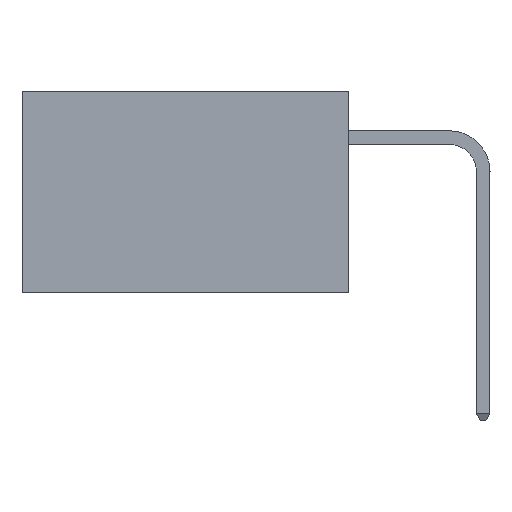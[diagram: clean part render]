
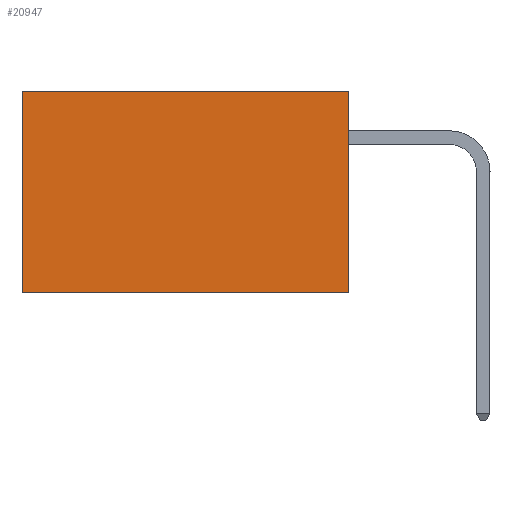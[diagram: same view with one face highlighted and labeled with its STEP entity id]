
A CAD part, left-side view. The second image highlights one B-rep face of the part: STEP entity #20947.
In plain terms, the highlighted planar face has unit normal (-1, 0, 0).
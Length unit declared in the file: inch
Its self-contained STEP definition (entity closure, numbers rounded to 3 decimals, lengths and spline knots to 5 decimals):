
#154 = VECTOR ( 'NONE', #23375, 39.37008 ) ;
#428 = EDGE_CURVE ( 'NONE', #28646, #2438, #35264, .T. ) ;
#444 = VECTOR ( 'NONE', #35740, 39.37008 ) ;
#789 = CARTESIAN_POINT ( 'NONE',  ( 0.2875, 0., 0. ) ) ;
#2438 = VERTEX_POINT ( 'NONE', #30056 ) ;
#5772 = FACE_OUTER_BOUND ( 'NONE', #21419, .T. ) ;
#7027 = LINE ( 'NONE', #18723, #444 ) ;
#7111 = CARTESIAN_POINT ( 'NONE',  ( 0.2875, 0.6, 0. ) ) ;
#8379 = CARTESIAN_POINT ( 'NONE',  ( 0.2875, 0., 0. ) ) ;
#10885 = VECTOR ( 'NONE', #29031, 39.37008 ) ;
#11684 = DIRECTION ( 'NONE',  ( 0., 0., -1. ) ) ;
#11991 = CARTESIAN_POINT ( 'NONE',  ( 0.2875, 0.6, 0. ) ) ;
#13851 = EDGE_CURVE ( 'NONE', #28646, #23629, #7027, .T. ) ;
#14005 = VECTOR ( 'NONE', #34403, 39.37008 ) ;
#15205 = ORIENTED_EDGE ( 'NONE', *, *, #24333, .T. ) ;
#15736 = VERTEX_POINT ( 'NONE', #21555 ) ;
#16608 = CARTESIAN_POINT ( 'NONE',  ( 0.2875, 0., 0. ) ) ;
#18723 = CARTESIAN_POINT ( 'NONE',  ( 0.2875, 0., 0. ) ) ;
#20947 = ADVANCED_FACE ( 'NONE', ( #5772 ), #22615, .F. ) ;
#21419 = EDGE_LOOP ( 'NONE', ( #15205, #23423, #34885, #34742 ) ) ;
#21555 = CARTESIAN_POINT ( 'NONE',  ( 0.2875, 0.6, -0.37 ) ) ;
#22248 = LINE ( 'NONE', #26405, #10885 ) ;
#22615 = PLANE ( 'NONE',  #29032 ) ;
#22972 = DIRECTION ( 'NONE',  ( 1., 0., 0. ) ) ;
#23375 = DIRECTION ( 'NONE',  ( 0., 0., -1. ) ) ;
#23423 = ORIENTED_EDGE ( 'NONE', *, *, #34275, .F. ) ;
#23629 = VERTEX_POINT ( 'NONE', #7111 ) ;
#24333 = EDGE_CURVE ( 'NONE', #23629, #15736, #34705, .T. ) ;
#26405 = CARTESIAN_POINT ( 'NONE',  ( 0.2875, 0., -0.37 ) ) ;
#28646 = VERTEX_POINT ( 'NONE', #8379 ) ;
#29031 = DIRECTION ( 'NONE',  ( 0., 1., 0. ) ) ;
#29032 = AXIS2_PLACEMENT_3D ( 'NONE', #789, #22972, #11684 ) ;
#30056 = CARTESIAN_POINT ( 'NONE',  ( 0.2875, 0., -0.37 ) ) ;
#34275 = EDGE_CURVE ( 'NONE', #2438, #15736, #22248, .T. ) ;
#34403 = DIRECTION ( 'NONE',  ( 0., 0., -1. ) ) ;
#34705 = LINE ( 'NONE', #11991, #14005 ) ;
#34742 = ORIENTED_EDGE ( 'NONE', *, *, #13851, .T. ) ;
#34885 = ORIENTED_EDGE ( 'NONE', *, *, #428, .F. ) ;
#35264 = LINE ( 'NONE', #16608, #154 ) ;
#35740 = DIRECTION ( 'NONE',  ( 0., 1., 0. ) ) ;
